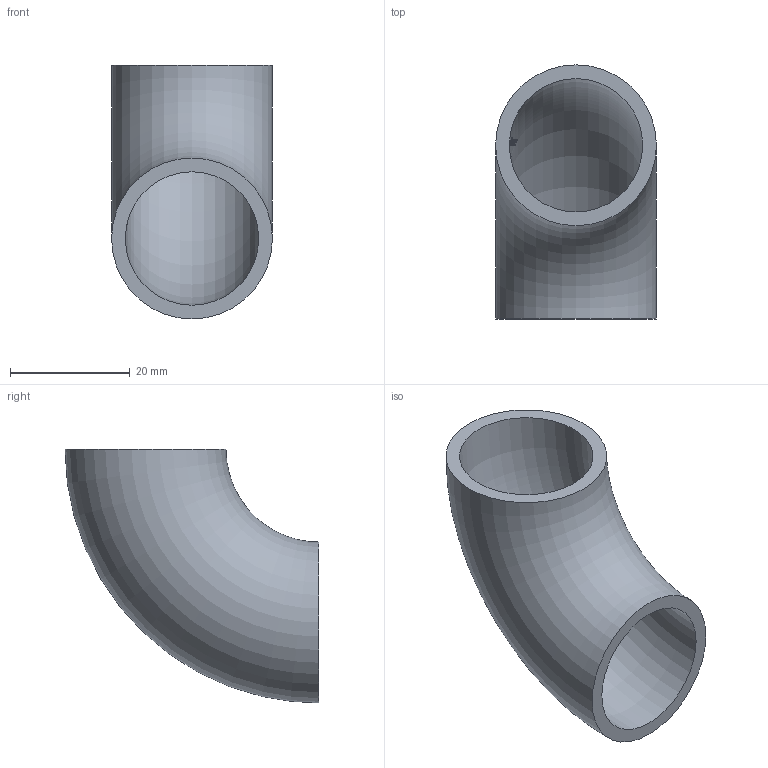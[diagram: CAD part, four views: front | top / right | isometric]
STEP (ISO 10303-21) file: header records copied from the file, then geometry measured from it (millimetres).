
FILE_DESCRIPTION (( 'STEP AP203' ), '1' );
FILE_NAME ('55159-ST.STEP', '2023-01-09T07:51:23', ( '' ), ( '' ), 'SwSTEP 2.0', 'SolidWorks 2018', '' );
FILE_SCHEMA (( 'CONFIG_CONTROL_DESIGN' ));
Length unit declared in the file: millimetre
Products named in the file (1): 55159-ST
Bounding box: 26.9 x 42.45 x 42.45 mm (x, y, z)
Volume: 8096.6 mm3; surface area: 7405.2 mm2
Topology: 1 solids, 1 shells, 215 faces, 579 edges, 386 vertices
Faces by surface type: plane 97, bspline 96, torus 22
Entity records: 10767 total; most frequent: CARTESIAN_POINT 6330, ORIENTED_EDGE 1154, EDGE_CURVE 577, DIRECTION 439, VERTEX_POINT 386, B_SPLINE_CURVE_WITH_KNOTS 382, EDGE_LOOP 239, FACE_OUTER_BOUND 217
